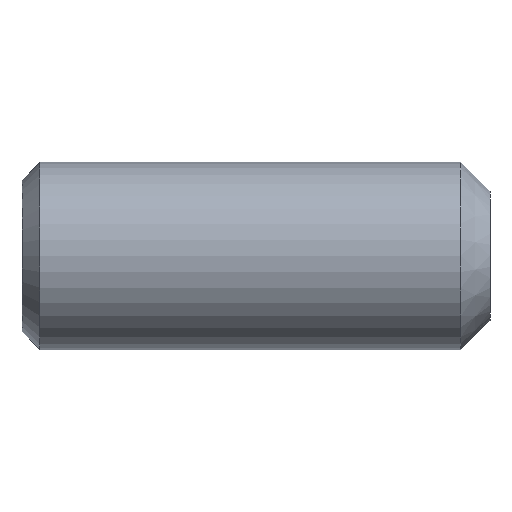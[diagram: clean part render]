
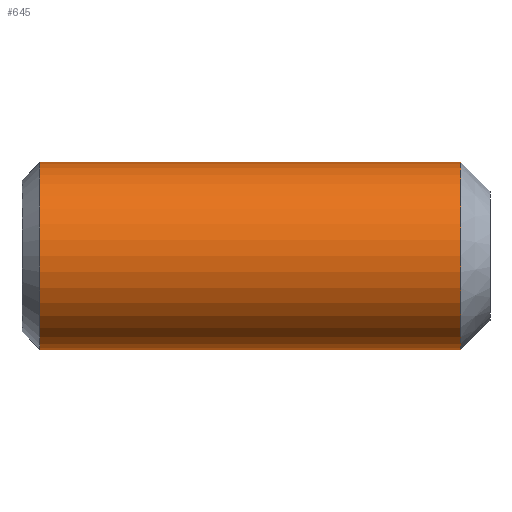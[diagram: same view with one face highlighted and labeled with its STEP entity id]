
A CAD part, top view. The second image highlights one B-rep face of the part: STEP entity #645.
In plain terms, the highlighted cylindrical face has radius 4 mm (diameter 8 mm), a partial arc.
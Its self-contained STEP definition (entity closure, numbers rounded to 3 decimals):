
#461=CARTESIAN_POINT('',(0.767,-4.,0.));
#462=VERTEX_POINT('',#461);
#470=CARTESIAN_POINT('',(0.767,4.,-0.));
#471=VERTEX_POINT('',#470);
#585=CARTESIAN_POINT('',(18.75,4.,-0.));
#586=VERTEX_POINT('',#585);
#594=CARTESIAN_POINT('',(18.75,-4.,0.));
#595=VERTEX_POINT('',#594);
#612=CARTESIAN_POINT('',(20.,0.,0.));
#613=DIRECTION('',(-1.,0.,0.));
#614=DIRECTION('',(0.,1.,0.));
#615=AXIS2_PLACEMENT_3D('',#612,#613,#614);
#616=CYLINDRICAL_SURFACE('',#615,4.);
#617=CARTESIAN_POINT('',(0.767,-4.,-0.));
#618=DIRECTION('',(1.,-0.,-0.));
#619=VECTOR('',#618,17.983);
#620=LINE('',#617,#619);
#621=EDGE_CURVE('',#462,#595,#620,.T.);
#622=ORIENTED_EDGE('',*,*,#621,.T.);
#623=CARTESIAN_POINT('',(18.75,0.,0.));
#624=DIRECTION('',(1.,-0.,-0.));
#625=DIRECTION('',(0.,1.,0.));
#626=AXIS2_PLACEMENT_3D('',#623,#624,#625);
#627=CIRCLE('',#626,4.);
#628=EDGE_CURVE('',#586,#595,#627,.T.);
#629=ORIENTED_EDGE('',*,*,#628,.F.);
#630=CARTESIAN_POINT('',(0.767,4.,0.));
#631=DIRECTION('',(1.,-0.,0.));
#632=VECTOR('',#631,17.983);
#633=LINE('',#630,#632);
#634=EDGE_CURVE('',#471,#586,#633,.T.);
#635=ORIENTED_EDGE('',*,*,#634,.F.);
#636=CARTESIAN_POINT('',(0.767,0.,0.));
#637=DIRECTION('',(1.,-0.,-0.));
#638=DIRECTION('',(0.,1.,0.));
#639=AXIS2_PLACEMENT_3D('',#636,#637,#638);
#640=CIRCLE('',#639,4.);
#641=EDGE_CURVE('',#471,#462,#640,.T.);
#642=ORIENTED_EDGE('',*,*,#641,.T.);
#643=EDGE_LOOP('',(#622,#629,#635,#642));
#644=FACE_BOUND('',#643,.T.);
#645=ADVANCED_FACE('',(#644),#616,.T.);
